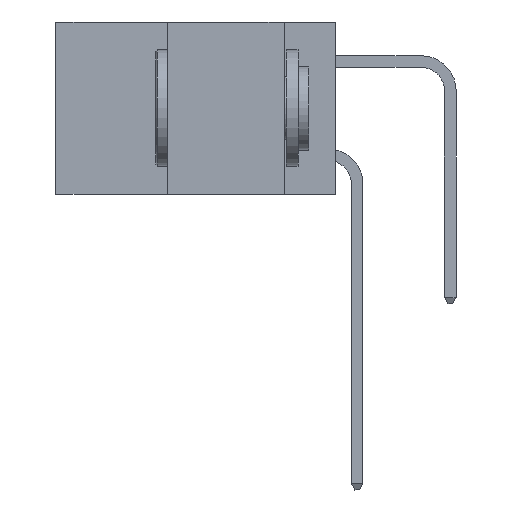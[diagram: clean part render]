
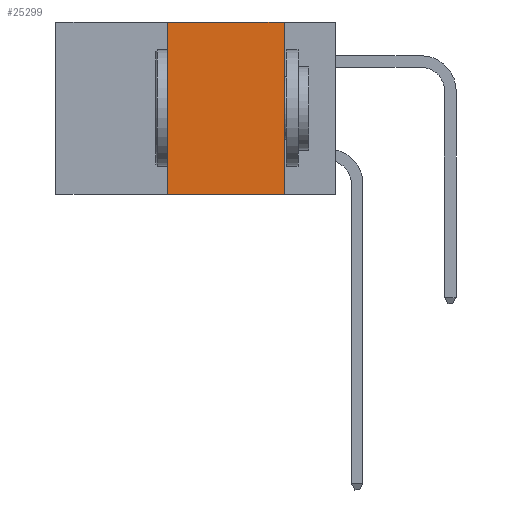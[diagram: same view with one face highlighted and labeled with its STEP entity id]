
A CAD part, left-side view. The second image highlights one B-rep face of the part: STEP entity #25299.
In plain terms, the highlighted planar face has unit normal (-1, 0, 0).
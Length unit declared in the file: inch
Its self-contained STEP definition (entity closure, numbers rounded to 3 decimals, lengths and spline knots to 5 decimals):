
#512 = CARTESIAN_POINT ( 'NONE',  ( 0., 0.6, 0. ) ) ;
#2678 = EDGE_CURVE ( 'NONE', #17950, #30308, #14592, .T. ) ;
#2829 = VECTOR ( 'NONE', #3098, 39.37008 ) ;
#3098 = DIRECTION ( 'NONE',  ( 0., 0., -1. ) ) ;
#3520 = CARTESIAN_POINT ( 'NONE',  ( 0., 0.36, -0.37 ) ) ;
#4047 = VECTOR ( 'NONE', #21864, 39.37008 ) ;
#4386 = VECTOR ( 'NONE', #23754, 39.37008 ) ;
#4815 = CARTESIAN_POINT ( 'NONE',  ( 0., 0.6, 0. ) ) ;
#6270 = LINE ( 'NONE', #4815, #4047 ) ;
#6314 = ORIENTED_EDGE ( 'NONE', *, *, #30449, .T. ) ;
#7109 = CARTESIAN_POINT ( 'NONE',  ( 0., 0.6, -0.37 ) ) ;
#7321 = FACE_OUTER_BOUND ( 'NONE', #10291, .T. ) ;
#8397 = ORIENTED_EDGE ( 'NONE', *, *, #20565, .F. ) ;
#10291 = EDGE_LOOP ( 'NONE', ( #10718, #8397, #23249, #6314 ) ) ;
#10475 = CARTESIAN_POINT ( 'NONE',  ( 0., 0.36, 0. ) ) ;
#10718 = ORIENTED_EDGE ( 'NONE', *, *, #2678, .F. ) ;
#11541 = CARTESIAN_POINT ( 'NONE',  ( 0., 0.11, -0.37 ) ) ;
#13427 = DIRECTION ( 'NONE',  ( 0., 0., 1. ) ) ;
#13606 = LINE ( 'NONE', #10475, #20095 ) ;
#14592 = LINE ( 'NONE', #19759, #2829 ) ;
#16012 = CARTESIAN_POINT ( 'NONE',  ( 0., 0.11, 0. ) ) ;
#16935 = AXIS2_PLACEMENT_3D ( 'NONE', #512, #20256, #22516 ) ;
#17472 = VERTEX_POINT ( 'NONE', #3520 ) ;
#17950 = VERTEX_POINT ( 'NONE', #16012 ) ;
#19759 = CARTESIAN_POINT ( 'NONE',  ( 0., 0.11, 0. ) ) ;
#20095 = VECTOR ( 'NONE', #13427, 39.37008 ) ;
#20121 = CARTESIAN_POINT ( 'NONE',  ( 0., 0.36, 0. ) ) ;
#20256 = DIRECTION ( 'NONE',  ( 1., 0., 0. ) ) ;
#20565 = EDGE_CURVE ( 'NONE', #28275, #17950, #6270, .T. ) ;
#21864 = DIRECTION ( 'NONE',  ( 0., -1., 0. ) ) ;
#22516 = DIRECTION ( 'NONE',  ( 0., 0., -1. ) ) ;
#23249 = ORIENTED_EDGE ( 'NONE', *, *, #25417, .F. ) ;
#23754 = DIRECTION ( 'NONE',  ( 0., -1., 0. ) ) ;
#25299 = ADVANCED_FACE ( 'NONE', ( #7321 ), #27314, .F. ) ;
#25417 = EDGE_CURVE ( 'NONE', #17472, #28275, #13606, .T. ) ;
#27314 = PLANE ( 'NONE',  #16935 ) ;
#28275 = VERTEX_POINT ( 'NONE', #20121 ) ;
#29148 = LINE ( 'NONE', #7109, #4386 ) ;
#30308 = VERTEX_POINT ( 'NONE', #11541 ) ;
#30449 = EDGE_CURVE ( 'NONE', #17472, #30308, #29148, .T. ) ;
